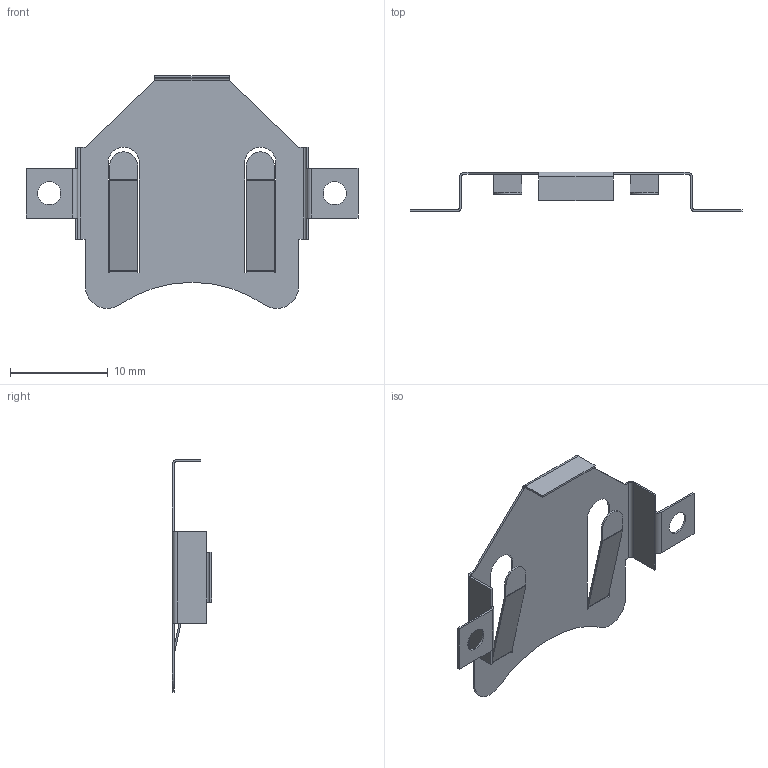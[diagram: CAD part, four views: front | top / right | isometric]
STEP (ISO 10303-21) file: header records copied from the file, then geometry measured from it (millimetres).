
FILE_DESCRIPTION (( 'STEP AP214' ), '1' );
FILE_NAME ('BK-884.STEP', '2020-02-12T05:43:51', ( '' ), ( '' ), 'SwSTEP 2.0', 'SolidWorks 2017', '' );
FILE_SCHEMA (( 'AUTOMOTIVE_DESIGN' ));
Length unit declared in the file: millimetre
Products named in the file (1): BK-884
Bounding box: 34.01 x 4.06 x 23.84 mm (x, y, z)
Volume: 113.6 mm3; surface area: 1191.1 mm2
Topology: 1 solids, 1 shells, 126 faces, 305 edges, 182 vertices
Faces by surface type: plane 92, cylinder 34
Entity records: 3635 total; most frequent: DIRECTION 627, CARTESIAN_POINT 614, ORIENTED_EDGE 610, EDGE_CURVE 305, LINE 237, VECTOR 237, AXIS2_PLACEMENT_3D 195, VERTEX_POINT 182
